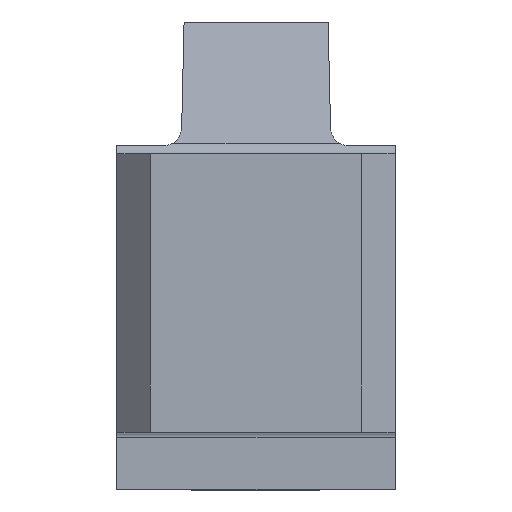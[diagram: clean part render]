
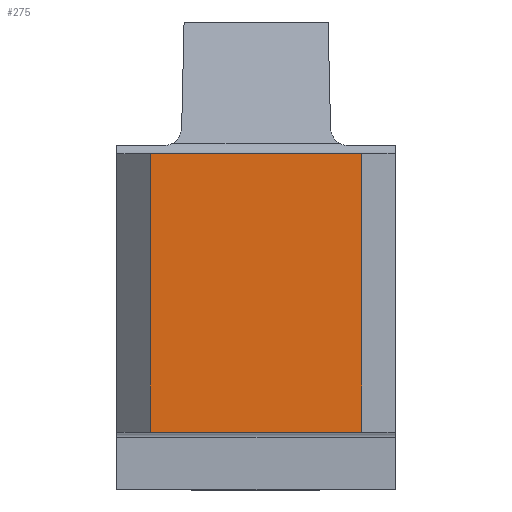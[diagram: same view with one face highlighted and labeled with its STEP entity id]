
A CAD part, top view. The second image highlights one B-rep face of the part: STEP entity #275.
In plain terms, the highlighted planar face has unit normal (0, 0, 1).
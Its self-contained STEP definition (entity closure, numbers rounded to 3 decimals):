
#275=ADVANCED_FACE('CU_BACK_SU1',(#450),#387,.F.);
#387=PLANE('',#2177);
#450=FACE_OUTER_BOUND('',#552,.T.);
#552=EDGE_LOOP('',(#761,#762,#763,#764));
#761=ORIENTED_EDGE('',*,*,#1520,.F.);
#762=ORIENTED_EDGE('',*,*,#1521,.T.);
#763=ORIENTED_EDGE('',*,*,#1522,.T.);
#764=ORIENTED_EDGE('',*,*,#1523,.F.);
#1325=VERTEX_POINT('',#3029);
#1326=VERTEX_POINT('',#3030);
#1327=VERTEX_POINT('',#3032);
#1328=VERTEX_POINT('',#3034);
#1520=EDGE_CURVE('',#1325,#1326,#1796,.T.);
#1521=EDGE_CURVE('',#1325,#1327,#1797,.T.);
#1522=EDGE_CURVE('',#1327,#1328,#1798,.T.);
#1523=EDGE_CURVE('',#1326,#1328,#1799,.T.);
#1796=LINE('',#3028,#1955);
#1797=LINE('',#3031,#1956);
#1798=LINE('',#3033,#1957);
#1799=LINE('',#3035,#1958);
#1955=VECTOR('',#2425,1.);
#1956=VECTOR('',#2426,1.);
#1957=VECTOR('',#2427,1.);
#1958=VECTOR('',#2428,1.);
#2177=AXIS2_PLACEMENT_3D('',#3036,#2429,#2430);
#2425=DIRECTION('',(0.,1.,0.));
#2426=DIRECTION('',(1.,0.,0.));
#2427=DIRECTION('',(0.,1.,0.));
#2428=DIRECTION('',(1.,0.,0.));
#2429=DIRECTION('',(0.,0.,-1.));
#2430=DIRECTION('',(-1.,0.,0.));
#3028=CARTESIAN_POINT('',(-21.925,0.,0.));
#3029=CARTESIAN_POINT('',(-21.925,0.,0.));
#3030=CARTESIAN_POINT('',(-21.925,24.925,0.));
#3031=CARTESIAN_POINT('',(-110.,0.,0.));
#3032=CARTESIAN_POINT('',(-3.,0.,0.));
#3033=CARTESIAN_POINT('',(-3.,0.,0.));
#3034=CARTESIAN_POINT('',(-3.,24.925,0.));
#3035=CARTESIAN_POINT('',(-110.,24.925,0.));
#3036=CARTESIAN_POINT('',(14.404,36.886,0.));
